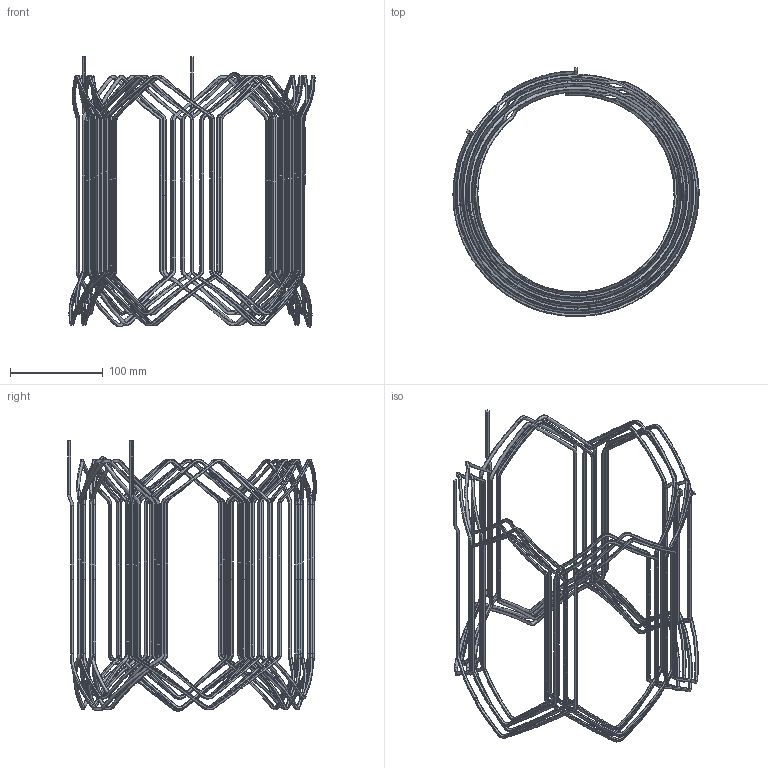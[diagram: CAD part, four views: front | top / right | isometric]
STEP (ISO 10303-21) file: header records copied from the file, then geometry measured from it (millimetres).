
FILE_DESCRIPTION(('FreeCAD Model'),'2;1');
FILE_NAME('Open CASCADE Shape Model','2025-04-26T07:42:15',('FreeCAD'),( 'FreeCAD'),'Open CASCADE STEP processor 7.6','FreeCAD','Unknown');
FILE_SCHEMA(('AUTOMOTIVE_DESIGN { 1 0 10303 214 1 1 1 1 }'));
Products named in the file (1): Open CASCADE STEP translator 7.6 1
Bounding box: 265.44 x 268.37 x 291.66 mm (x, y, z)
Volume: 145092.1 mm3; surface area: 179931.1 mm2
Topology: 45 solids, 45 shells, 2353 faces, 5216 edges, 2953 vertices
Faces by surface type: bspline 2353
Entity records: 212935 total; most frequent: CARTESIAN_POINT 181942, ORIENTED_EDGE 10432, EDGE_CURVE 5216, B_SPLINE_CURVE_WITH_KNOTS 3820, VERTEX_POINT 2953, ADVANCED_FACE 2353, FACE_BOUND 2353, EDGE_LOOP 2353
